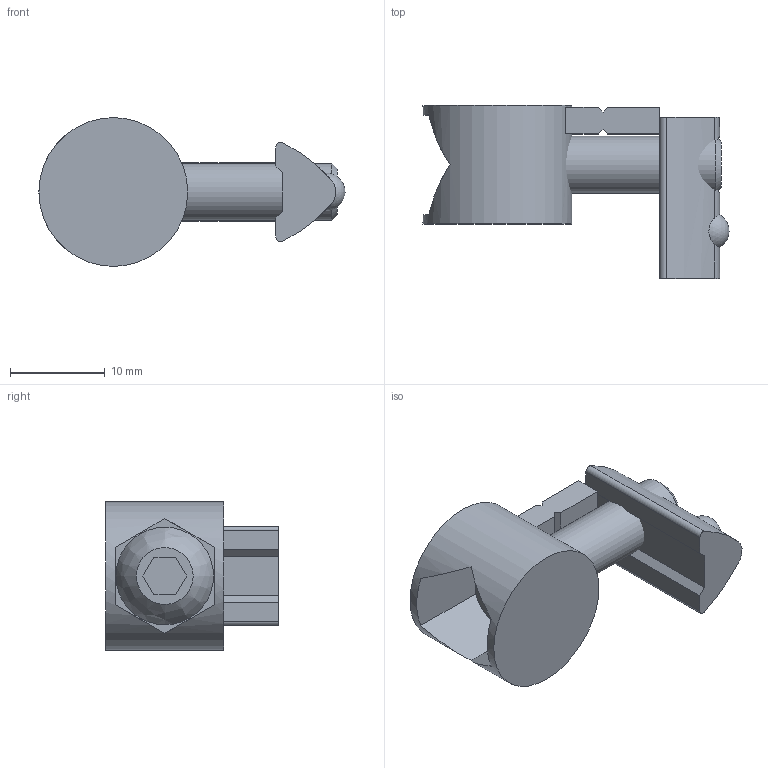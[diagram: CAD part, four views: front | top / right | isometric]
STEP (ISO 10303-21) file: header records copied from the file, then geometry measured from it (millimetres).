
FILE_DESCRIPTION( ( 'STEP AP214' ), '1' );
FILE_NAME( 'K1032.06.stp', '2020-12-10T09:19:58', ( '' ), ( '' ), ' ', 'PARTsolutions', ' ' );
FILE_SCHEMA( ( 'AUTOMOTIVE_DESIGN { 1 0 10303 214 1 1 1 1 }' ) );
Length unit declared in the file: millimetre
Products named in the file (4): K1032.06; _K1032_zubehoer9.5; _K1032_zubehoer22; _K1023.0606
Assembly tree (3 placements, depth 2):
  K1032.06
    _K1032_zubehoer9.5
    _K1032_zubehoer22
    _K1023.0606
Bounding box: 32.3 x 18.25 x 15.7 mm (x, y, z)
Volume: 2927.8 mm3; surface area: 2788.8 mm2
Topology: 3 solids, 3 shells, 59 faces, 154 edges, 102 vertices
Faces by surface type: plane 40, cylinder 12, cone 5, bspline 1, sphere 1
Full cylindrical faces by diameter (mm): 4.917 x1, 5.8 x1, 6 x1, 10.3 x1, 15.7 x1
Entity records: 2499 total; most frequent: CARTESIAN_POINT 552, DIRECTION 288, ORIENTED_EDGE 284, EDGE_CURVE 142, AXIS2_PLACEMENT_3D 101, VERTEX_POINT 99, LINE 86, VECTOR 86
